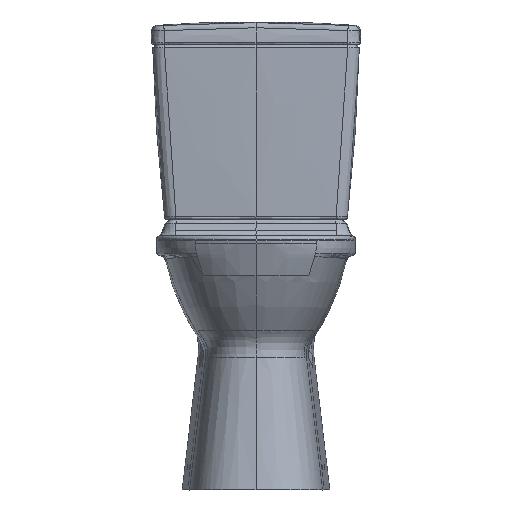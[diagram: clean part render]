
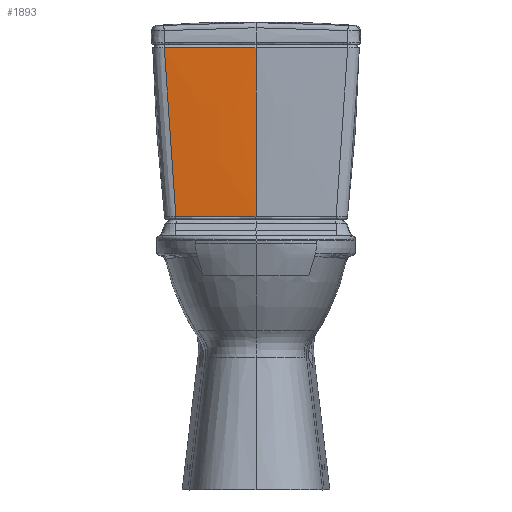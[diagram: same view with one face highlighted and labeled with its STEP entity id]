
A CAD part, front view. The second image highlights one B-rep face of the part: STEP entity #1893.
In plain terms, the highlighted free-form (B-spline) face has degree [3, 3] with [4, 7] control points.
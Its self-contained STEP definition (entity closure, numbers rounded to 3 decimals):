
#299=B_SPLINE_SURFACE_WITH_KNOTS('',3,3,((#10829,#10830,#10831,#10832,#10833,
#10834,#10835),(#10836,#10837,#10838,#10839,#10840,#10841,#10842),(#10843,
#10844,#10845,#10846,#10847,#10848,#10849),(#10850,#10851,#10852,#10853,
#10854,#10855,#10856)),.UNSPECIFIED.,.F.,.F.,.F.,(4,4),(4,1,1,1,4),(0.,
1.),(0.,0.172,0.343,0.515,1.),
 .UNSPECIFIED.);
#756=B_SPLINE_CURVE_WITH_KNOTS('',3,(#8932,#8933,#8934,#8935,#8936,#8937),
 .UNSPECIFIED.,.F.,.F.,(4,2,4),(0.,0.5,1.),.UNSPECIFIED.);
#772=B_SPLINE_CURVE_WITH_KNOTS('',3,(#9273,#9274,#9275,#9276,#9277,#9278,
#9279,#9280,#9281,#9282,#9283,#9284,#9285,#9286,#9287,#9288,#9289,#9290,
#9291,#9292,#9293,#9294,#9295,#9296,#9297),.UNSPECIFIED.,.F.,.F.,(4,3,3,
3,3,3,3,3,4),(0.,0.058,0.175,0.292,
0.409,0.526,0.643,0.76,
1.),.UNSPECIFIED.);
#802=B_SPLINE_CURVE_WITH_KNOTS('',3,(#10821,#10822,#10823,#10824),
 .UNSPECIFIED.,.F.,.F.,(4,4),(0.,1.),.UNSPECIFIED.);
#803=B_SPLINE_CURVE_WITH_KNOTS('',3,(#10825,#10826,#10827,#10828),
 .UNSPECIFIED.,.F.,.F.,(4,4),(0.,1.),.UNSPECIFIED.);
#1893=ADVANCED_FACE('',(#2420),#299,.T.);
#2420=FACE_OUTER_BOUND('',#2913,.T.);
#2913=EDGE_LOOP('',(#3484,#3485,#3486,#3487));
#3484=ORIENTED_EDGE('',*,*,#7081,.T.);
#3485=ORIENTED_EDGE('',*,*,#7029,.T.);
#3486=ORIENTED_EDGE('',*,*,#7082,.T.);
#3487=ORIENTED_EDGE('',*,*,#7051,.T.);
#6141=VERTEX_POINT('',#8815);
#6147=VERTEX_POINT('',#8931);
#6160=VERTEX_POINT('',#9298);
#6161=VERTEX_POINT('',#9299);
#7029=EDGE_CURVE('',#6141,#6147,#756,.T.);
#7051=EDGE_CURVE('',#6160,#6161,#772,.T.);
#7081=EDGE_CURVE('',#6161,#6141,#802,.T.);
#7082=EDGE_CURVE('',#6147,#6160,#803,.T.);
#8815=CARTESIAN_POINT('',(-145.04,116.878,42.468));
#8931=CARTESIAN_POINT('',(0.,112.286,42.461));
#8932=CARTESIAN_POINT('',(-145.04,116.878,42.468));
#8933=CARTESIAN_POINT('',(-120.899,115.362,42.467));
#8934=CARTESIAN_POINT('',(-96.735,114.178,42.466));
#8935=CARTESIAN_POINT('',(-48.381,112.638,42.464));
#8936=CARTESIAN_POINT('',(-24.19,112.286,42.462));
#8937=CARTESIAN_POINT('',(0.,112.286,42.461));
#9273=CARTESIAN_POINT('',(0.,105.045,348.123));
#9274=CARTESIAN_POINT('',(-3.237,105.045,348.123));
#9275=CARTESIAN_POINT('',(-6.474,105.051,348.123));
#9276=CARTESIAN_POINT('',(-9.71,105.061,348.123));
#9277=CARTESIAN_POINT('',(-16.184,105.082,348.123));
#9278=CARTESIAN_POINT('',(-22.658,105.124,348.123));
#9279=CARTESIAN_POINT('',(-29.131,105.186,348.123));
#9280=CARTESIAN_POINT('',(-35.604,105.248,348.123));
#9281=CARTESIAN_POINT('',(-42.078,105.33,348.123));
#9282=CARTESIAN_POINT('',(-48.55,105.432,348.123));
#9283=CARTESIAN_POINT('',(-55.023,105.533,348.123));
#9284=CARTESIAN_POINT('',(-61.496,105.653,348.123));
#9285=CARTESIAN_POINT('',(-67.968,105.792,348.123));
#9286=CARTESIAN_POINT('',(-74.44,105.93,348.123));
#9287=CARTESIAN_POINT('',(-80.912,106.087,348.123));
#9288=CARTESIAN_POINT('',(-87.383,106.261,348.123));
#9289=CARTESIAN_POINT('',(-93.855,106.435,348.123));
#9290=CARTESIAN_POINT('',(-100.325,106.625,348.123));
#9291=CARTESIAN_POINT('',(-106.796,106.832,348.123));
#9292=CARTESIAN_POINT('',(-113.266,107.039,348.123));
#9293=CARTESIAN_POINT('',(-119.736,107.261,348.123));
#9294=CARTESIAN_POINT('',(-126.205,107.498,348.123));
#9295=CARTESIAN_POINT('',(-139.484,107.985,348.123));
#9296=CARTESIAN_POINT('',(-152.761,108.534,348.123));
#9297=CARTESIAN_POINT('',(-166.035,109.136,348.123));
#9298=CARTESIAN_POINT('',(0.,105.045,348.123));
#9299=CARTESIAN_POINT('',(-166.035,109.136,348.123));
#10821=CARTESIAN_POINT('',(-166.035,109.136,348.123));
#10822=CARTESIAN_POINT('',(-161.49,111.863,246.747));
#10823=CARTESIAN_POINT('',(-154.492,114.286,144.859));
#10824=CARTESIAN_POINT('',(-145.04,116.878,42.468));
#10825=CARTESIAN_POINT('',(0.,113.174,15.724));
#10826=CARTESIAN_POINT('',(0.,109.09,135.962));
#10827=CARTESIAN_POINT('',(0.,106.247,256.242));
#10828=CARTESIAN_POINT('',(0.,104.644,376.538));
#10829=CARTESIAN_POINT('',(0.,113.174,15.724));
#10830=CARTESIAN_POINT('',(-11.341,113.174,15.724));
#10831=CARTESIAN_POINT('',(-34.022,113.319,15.724));
#10832=CARTESIAN_POINT('',(-68.036,114.049,15.723));
#10833=CARTESIAN_POINT('',(-122.757,116.089,15.72));
#10834=CARTESIAN_POINT('',(-166.085,118.954,15.716));
#10835=CARTESIAN_POINT('',(-198.051,121.503,15.712));
#10836=CARTESIAN_POINT('',(0.,109.09,135.962));
#10837=CARTESIAN_POINT('',(-11.339,109.09,135.961));
#10838=CARTESIAN_POINT('',(-34.018,109.259,135.961));
#10839=CARTESIAN_POINT('',(-68.029,110.055,135.964));
#10840=CARTESIAN_POINT('',(-122.751,112.221,135.972));
#10841=CARTESIAN_POINT('',(-166.093,115.205,135.984));
#10842=CARTESIAN_POINT('',(-198.079,117.893,135.996));
#10843=CARTESIAN_POINT('',(0.,106.247,256.242));
#10844=CARTESIAN_POINT('',(-11.338,106.247,256.242));
#10845=CARTESIAN_POINT('',(-34.013,106.407,256.242));
#10846=CARTESIAN_POINT('',(-68.021,107.132,256.244));
#10847=CARTESIAN_POINT('',(-122.744,109.052,256.248));
#10848=CARTESIAN_POINT('',(-166.1,111.635,256.253));
#10849=CARTESIAN_POINT('',(-198.108,113.954,256.257));
#10850=CARTESIAN_POINT('',(0.,104.644,376.538));
#10851=CARTESIAN_POINT('',(-11.336,104.644,376.538));
#10852=CARTESIAN_POINT('',(-34.009,104.766,376.538));
#10853=CARTESIAN_POINT('',(-68.013,105.28,376.537));
#10854=CARTESIAN_POINT('',(-122.737,106.582,376.536));
#10855=CARTESIAN_POINT('',(-166.108,108.243,376.534));
#10856=CARTESIAN_POINT('',(-198.138,109.685,376.532));
